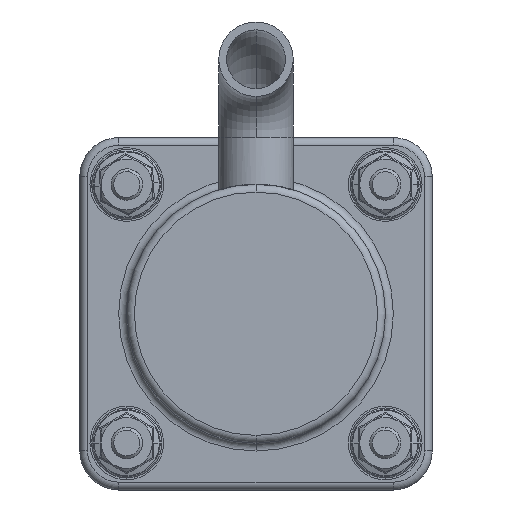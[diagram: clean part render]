
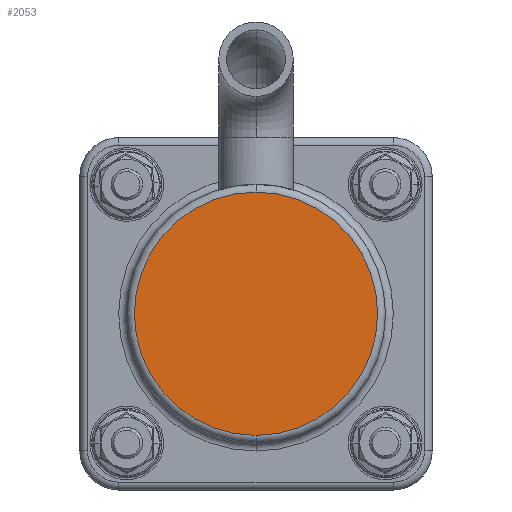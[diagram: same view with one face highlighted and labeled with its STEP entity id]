
A CAD part, front view. The second image highlights one B-rep face of the part: STEP entity #2053.
In plain terms, the highlighted planar face has unit normal (0, -1, 0).
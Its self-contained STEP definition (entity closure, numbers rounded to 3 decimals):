
#125 = DIRECTION ( 'NONE',  ( 0., 0., 1. ) ) ;
#300 = VERTEX_POINT ( 'NONE', #6568 ) ;
#1119 = EDGE_CURVE ( 'NONE', #4060, #300, #2045, .T. ) ;
#1368 = CARTESIAN_POINT ( 'NONE',  ( 0., -2., 0. ) ) ;
#1564 = AXIS2_PLACEMENT_3D ( 'NONE', #2783, #6439, #125 ) ;
#1874 = DIRECTION ( 'NONE',  ( 0., 0., 1. ) ) ;
#2045 = CIRCLE ( 'NONE', #4215, 31.06 ) ;
#2053 = ADVANCED_FACE ( 'NONE', ( #4888 ), #2254, .F. ) ;
#2254 = PLANE ( 'NONE',  #1564 ) ;
#2263 = DIRECTION ( 'NONE',  ( 0., -1., 0. ) ) ;
#2783 = CARTESIAN_POINT ( 'NONE',  ( 0., -2., 0. ) ) ;
#3077 = AXIS2_PLACEMENT_3D ( 'NONE', #1368, #6656, #1874 ) ;
#3393 = CARTESIAN_POINT ( 'NONE',  ( 0., -2., 0. ) ) ;
#4060 = VERTEX_POINT ( 'NONE', #4818 ) ;
#4153 = EDGE_CURVE ( 'NONE', #300, #4060, #4189, .T. ) ;
#4189 = CIRCLE ( 'NONE', #3077, 31.06 ) ;
#4215 = AXIS2_PLACEMENT_3D ( 'NONE', #3393, #2263, #5950 ) ;
#4818 = CARTESIAN_POINT ( 'NONE',  ( 0., -2., -31.06 ) ) ;
#4888 = FACE_OUTER_BOUND ( 'NONE', #5033, .T. ) ;
#5033 = EDGE_LOOP ( 'NONE', ( #5037, #5045 ) ) ;
#5037 = ORIENTED_EDGE ( 'NONE', *, *, #4153, .T. ) ;
#5045 = ORIENTED_EDGE ( 'NONE', *, *, #1119, .T. ) ;
#5950 = DIRECTION ( 'NONE',  ( 0., 0., 1. ) ) ;
#6439 = DIRECTION ( 'NONE',  ( 0., 1., 0. ) ) ;
#6568 = CARTESIAN_POINT ( 'NONE',  ( 0., -2., 31.06 ) ) ;
#6656 = DIRECTION ( 'NONE',  ( 0., -1., 0. ) ) ;
